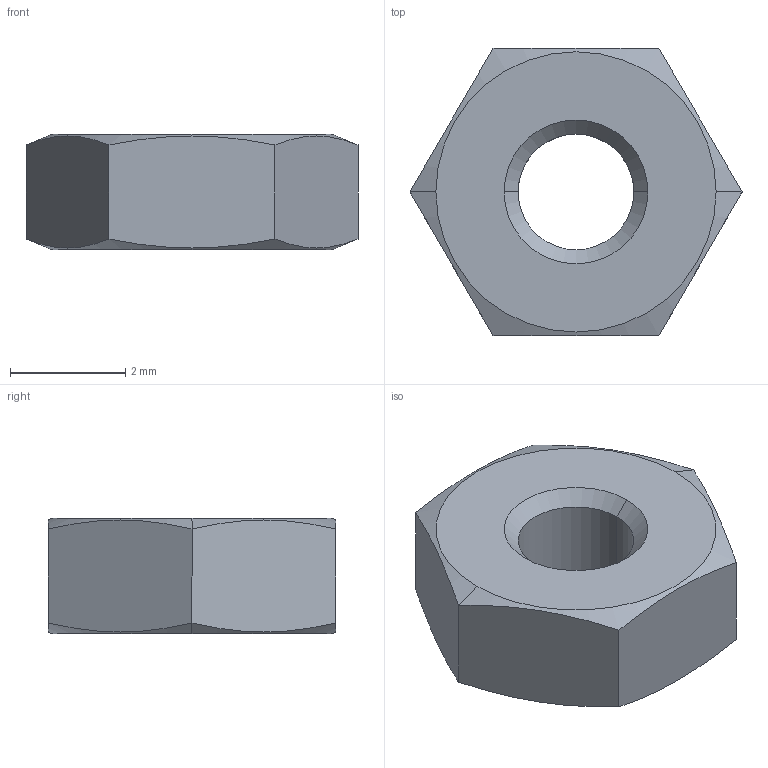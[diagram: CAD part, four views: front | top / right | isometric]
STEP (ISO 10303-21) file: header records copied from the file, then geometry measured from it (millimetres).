
FILE_DESCRIPTION(('STEP AP214'),'1');
FILE_NAME('nut_din934_m2_5-6.stp','2018-09-17T14:27:17',('TraceParts'),('TraceParts S.A.'),'Spatial InterOp 3D',' ',' ');
FILE_SCHEMA(('automotive_design'));
Length unit declared in the file: millimetre
Products named in the file (1): nut_din934_m2_5-6
Bounding box: 5.77 x 5 x 2 mm (x, y, z)
Volume: 36.2 mm3; surface area: 80.3 mm2
Topology: 1 solids, 1 shells, 18 faces, 40 edges, 24 vertices
Faces by surface type: cone 8, plane 8, cylinder 2
Entity records: 499 total; most frequent: CARTESIAN_POINT 107, ORIENTED_EDGE 80, DIRECTION 78, EDGE_CURVE 40, AXIS2_PLACEMENT_3D 31, VERTEX_POINT 24, EDGE_LOOP 20, ADVANCED_FACE 18
